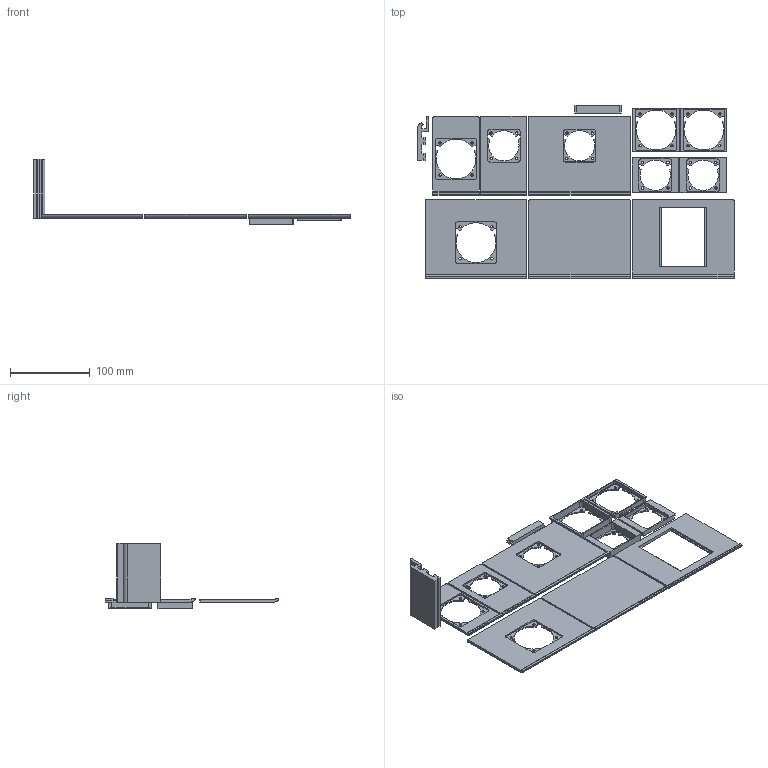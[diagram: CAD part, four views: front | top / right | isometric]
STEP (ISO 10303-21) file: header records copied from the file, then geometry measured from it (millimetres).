
FILE_DESCRIPTION(/* description */ (''),/* implementation_level */ '2;1');
FILE_NAME(/* name */ 'cover_with_hinge.step',/* time_stamp */ '2020-01-20T13:36:57-05:00',/* author */ (''),/* organization */ (''),/* preprocessor_version */ 'ST-DEVELOPER v18',/* originating_system */ 'Autodesk Translation Framework v8.12.0.6',/* authorisation */ '');
FILE_SCHEMA (('AUTOMOTIVE_DESIGN { 1 0 10303 214 3 1 1 }'));
Length unit declared in the file: millimetre
Products named in the file (1): cover_with_hinge
Bounding box: 397 x 217.97 x 81.7 mm (x, y, z)
Volume: 229119.4 mm3; surface area: 154948.5 mm2
Topology: 12 solids, 12 shells, 417 faces, 1220 edges, 827 vertices
Faces by surface type: plane 223, cylinder 194
Full cylindrical faces by diameter (mm): 3 x32
Entity records: 14188 total; most frequent: DIRECTION 2469, CARTESIAN_POINT 2465, ORIENTED_EDGE 2440, EDGE_CURVE 1220, AXIS2_PLACEMENT_3D 831, VERTEX_POINT 827, LINE 807, VECTOR 807
